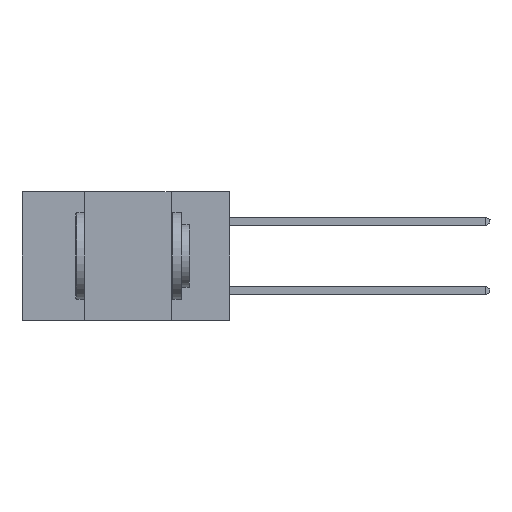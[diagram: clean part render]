
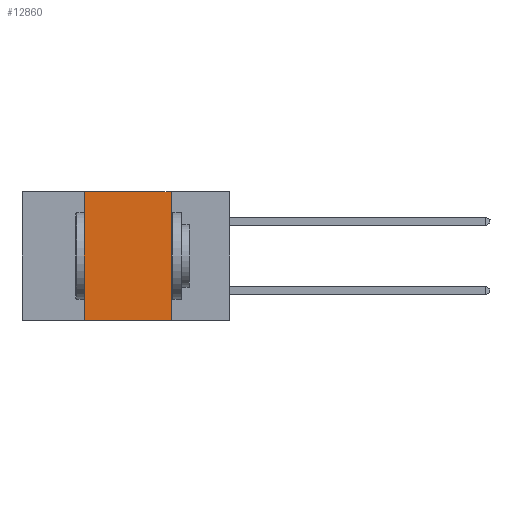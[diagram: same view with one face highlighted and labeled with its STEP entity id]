
A CAD part, left-side view. The second image highlights one B-rep face of the part: STEP entity #12860.
In plain terms, the highlighted planar face has unit normal (-1, 0, 0).
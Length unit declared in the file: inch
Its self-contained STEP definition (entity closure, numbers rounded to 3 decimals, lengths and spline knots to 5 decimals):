
#12 = FACE_OUTER_BOUND ( 'NONE', #8208, .T. ) ;
#409 = ORIENTED_EDGE ( 'NONE', *, *, #11017, .F. ) ;
#1255 = ORIENTED_EDGE ( 'NONE', *, *, #8853, .F. ) ;
#1283 = ORIENTED_EDGE ( 'NONE', *, *, #2571, .F. ) ;
#1565 = CARTESIAN_POINT ( 'NONE',  ( 0., 0.42, 0. ) ) ;
#2436 = CARTESIAN_POINT ( 'NONE',  ( 0., 0.6, 0. ) ) ;
#2571 = EDGE_CURVE ( 'NONE', #9898, #7937, #5687, .T. ) ;
#2591 = VECTOR ( 'NONE', #7866, 39.37008 ) ;
#2677 = VECTOR ( 'NONE', #7565, 39.37008 ) ;
#2876 = LINE ( 'NONE', #3265, #9790 ) ;
#3222 = DIRECTION ( 'NONE',  ( 0., 0., 1. ) ) ;
#3228 = CARTESIAN_POINT ( 'NONE',  ( 0., 0.6, 0. ) ) ;
#3265 = CARTESIAN_POINT ( 'NONE',  ( 0., 0.42, 0. ) ) ;
#4853 = DIRECTION ( 'NONE',  ( 1., 0., 0. ) ) ;
#5137 = LINE ( 'NONE', #2436, #2677 ) ;
#5687 = LINE ( 'NONE', #11898, #2591 ) ;
#7094 = CARTESIAN_POINT ( 'NONE',  ( 0., 0.42, -0.37 ) ) ;
#7476 = CARTESIAN_POINT ( 'NONE',  ( 0., 0.17, 0. ) ) ;
#7478 = VERTEX_POINT ( 'NONE', #1565 ) ;
#7565 = DIRECTION ( 'NONE',  ( 0., -1., 0. ) ) ;
#7584 = AXIS2_PLACEMENT_3D ( 'NONE', #3228, #4853, #13065 ) ;
#7866 = DIRECTION ( 'NONE',  ( 0., 0., -1. ) ) ;
#7937 = VERTEX_POINT ( 'NONE', #11539 ) ;
#8208 = EDGE_LOOP ( 'NONE', ( #1283, #1255, #409, #10866 ) ) ;
#8292 = PLANE ( 'NONE',  #7584 ) ;
#8853 = EDGE_CURVE ( 'NONE', #7478, #9898, #5137, .T. ) ;
#9432 = DIRECTION ( 'NONE',  ( 0., -1., 0. ) ) ;
#9520 = CARTESIAN_POINT ( 'NONE',  ( 0., 0.6, -0.37 ) ) ;
#9790 = VECTOR ( 'NONE', #3222, 39.37008 ) ;
#9898 = VERTEX_POINT ( 'NONE', #7476 ) ;
#10197 = VECTOR ( 'NONE', #9432, 39.37008 ) ;
#10866 = ORIENTED_EDGE ( 'NONE', *, *, #12690, .T. ) ;
#11017 = EDGE_CURVE ( 'NONE', #11673, #7478, #2876, .T. ) ;
#11539 = CARTESIAN_POINT ( 'NONE',  ( 0., 0.17, -0.37 ) ) ;
#11673 = VERTEX_POINT ( 'NONE', #7094 ) ;
#11898 = CARTESIAN_POINT ( 'NONE',  ( 0., 0.17, 0. ) ) ;
#12690 = EDGE_CURVE ( 'NONE', #11673, #7937, #13259, .T. ) ;
#12860 = ADVANCED_FACE ( 'NONE', ( #12 ), #8292, .F. ) ;
#13065 = DIRECTION ( 'NONE',  ( 0., 0., -1. ) ) ;
#13259 = LINE ( 'NONE', #9520, #10197 ) ;
